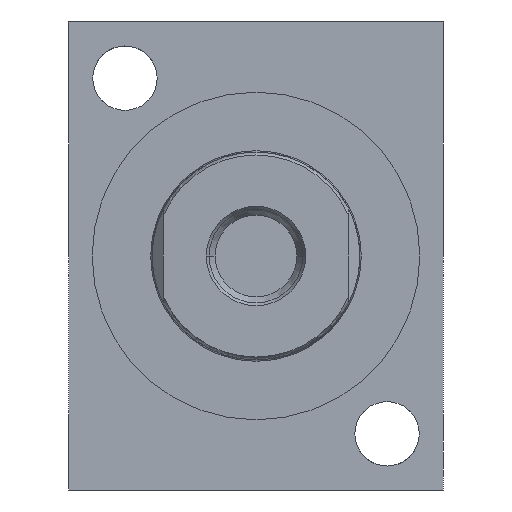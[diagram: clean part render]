
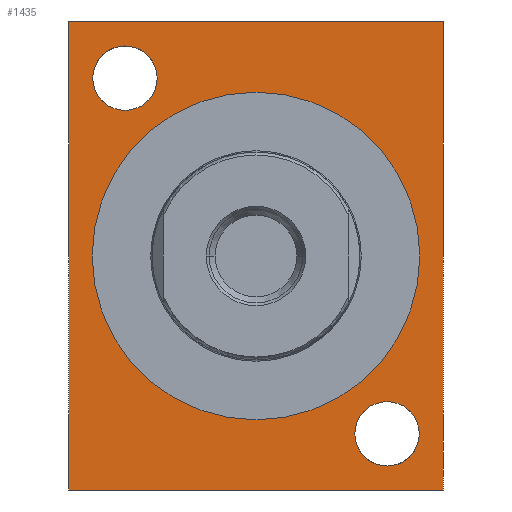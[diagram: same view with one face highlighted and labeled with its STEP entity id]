
A CAD part, left-side view. The second image highlights one B-rep face of the part: STEP entity #1435.
In plain terms, the highlighted planar face has unit normal (-1, 0, 0).
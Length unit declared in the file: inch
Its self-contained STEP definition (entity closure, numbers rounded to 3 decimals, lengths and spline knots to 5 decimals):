
#2=DIRECTION('',(0.,-1.,0.));
#3=VECTOR('',#2,2.);
#4=CARTESIAN_POINT('',(0.,1.,1.25));
#5=LINE('',#4,#3);
#6=DIRECTION('',(0.,0.,-1.));
#7=VECTOR('',#6,2.5);
#8=CARTESIAN_POINT('',(0.,-1.,1.25));
#9=LINE('',#8,#7);
#10=DIRECTION('',(0.,1.,0.));
#11=VECTOR('',#10,2.);
#12=CARTESIAN_POINT('',(0.,-1.,-1.25));
#13=LINE('',#12,#11);
#14=DIRECTION('',(0.,0.,1.));
#15=VECTOR('',#14,2.5);
#16=CARTESIAN_POINT('',(0.,1.,-1.25));
#17=LINE('',#16,#15);
#18=CARTESIAN_POINT('',(0.,0.7,0.95));
#19=DIRECTION('',(1.,0.,0.));
#20=DIRECTION('',(0.,1.,0.));
#21=AXIS2_PLACEMENT_3D('',#18,#19,#20);
#23=CARTESIAN_POINT('',(0.,0.7,0.95));
#24=DIRECTION('',(1.,0.,0.));
#25=DIRECTION('',(0.,-1.,0.));
#26=AXIS2_PLACEMENT_3D('',#23,#24,#25);
#28=CARTESIAN_POINT('',(0.,-0.7,-0.95));
#29=DIRECTION('',(1.,0.,0.));
#30=DIRECTION('',(0.,1.,0.));
#31=AXIS2_PLACEMENT_3D('',#28,#29,#30);
#33=CARTESIAN_POINT('',(0.,-0.7,-0.95));
#34=DIRECTION('',(1.,0.,0.));
#35=DIRECTION('',(0.,-1.,0.));
#36=AXIS2_PLACEMENT_3D('',#33,#34,#35);
#38=CARTESIAN_POINT('',(0.,0.,0.));
#39=DIRECTION('',(-1.,0.,0.));
#40=DIRECTION('',(0.,1.,0.));
#41=AXIS2_PLACEMENT_3D('',#38,#39,#40);
#43=CARTESIAN_POINT('',(0.,0.,0.));
#44=DIRECTION('',(-1.,0.,0.));
#45=DIRECTION('',(0.,-1.,0.));
#46=AXIS2_PLACEMENT_3D('',#43,#44,#45);
#1168=CARTESIAN_POINT('',(0.,1.,1.25));
#1169=CARTESIAN_POINT('',(0.,-1.,1.25));
#1170=VERTEX_POINT('',#1168);
#1171=VERTEX_POINT('',#1169);
#1172=CARTESIAN_POINT('',(0.,-1.,-1.25));
#1173=VERTEX_POINT('',#1172);
#1174=CARTESIAN_POINT('',(0.,1.,-1.25));
#1175=VERTEX_POINT('',#1174);
#1184=CARTESIAN_POINT('',(0.,0.872,0.95));
#1185=CARTESIAN_POINT('',(0.,0.528,0.95));
#1186=VERTEX_POINT('',#1184);
#1187=VERTEX_POINT('',#1185);
#1328=CARTESIAN_POINT('',(0.,-0.528,-0.95));
#1329=CARTESIAN_POINT('',(0.,-0.872,-0.95));
#1330=VERTEX_POINT('',#1328);
#1331=VERTEX_POINT('',#1329);
#1348=CARTESIAN_POINT('',(0.,0.875,0.));
#1349=CARTESIAN_POINT('',(0.,-0.875,0.));
#1350=VERTEX_POINT('',#1348);
#1351=VERTEX_POINT('',#1349);
#1402=CARTESIAN_POINT('',(0.,0.,0.));
#1403=DIRECTION('',(1.,0.,0.));
#1404=DIRECTION('',(0.,0.,-1.));
#1405=AXIS2_PLACEMENT_3D('',#1402,#1403,#1404);
#1406=PLANE('',#1405);
#1408=ORIENTED_EDGE('',*,*,#1407,.T.);
#1410=ORIENTED_EDGE('',*,*,#1409,.T.);
#1412=ORIENTED_EDGE('',*,*,#1411,.T.);
#1414=ORIENTED_EDGE('',*,*,#1413,.T.);
#1415=EDGE_LOOP('',(#1408,#1410,#1412,#1414));
#1416=FACE_OUTER_BOUND('',#1415,.F.);
#1418=ORIENTED_EDGE('',*,*,#1417,.F.);
#1420=ORIENTED_EDGE('',*,*,#1419,.F.);
#1421=EDGE_LOOP('',(#1418,#1420));
#1422=FACE_BOUND('',#1421,.F.);
#1424=ORIENTED_EDGE('',*,*,#1423,.F.);
#1426=ORIENTED_EDGE('',*,*,#1425,.F.);
#1427=EDGE_LOOP('',(#1424,#1426));
#1428=FACE_BOUND('',#1427,.F.);
#1430=ORIENTED_EDGE('',*,*,#1429,.T.);
#1432=ORIENTED_EDGE('',*,*,#1431,.T.);
#1433=EDGE_LOOP('',(#1430,#1432));
#1434=FACE_BOUND('',#1433,.F.);
#1435=ADVANCED_FACE('',(#1416,#1422,#1428,#1434),#1406,.F.);
#22=CIRCLE('',#21,0.172);
#27=CIRCLE('',#26,0.172);
#32=CIRCLE('',#31,0.172);
#37=CIRCLE('',#36,0.172);
#42=CIRCLE('',#41,0.875);
#47=CIRCLE('',#46,0.875);
#1407=EDGE_CURVE('',#1170,#1171,#5,.T.);
#1409=EDGE_CURVE('',#1171,#1173,#9,.T.);
#1411=EDGE_CURVE('',#1173,#1175,#13,.T.);
#1413=EDGE_CURVE('',#1175,#1170,#17,.T.);
#1417=EDGE_CURVE('',#1186,#1187,#22,.T.);
#1419=EDGE_CURVE('',#1187,#1186,#27,.T.);
#1423=EDGE_CURVE('',#1330,#1331,#32,.T.);
#1425=EDGE_CURVE('',#1331,#1330,#37,.T.);
#1429=EDGE_CURVE('',#1350,#1351,#42,.T.);
#1431=EDGE_CURVE('',#1351,#1350,#47,.T.);
